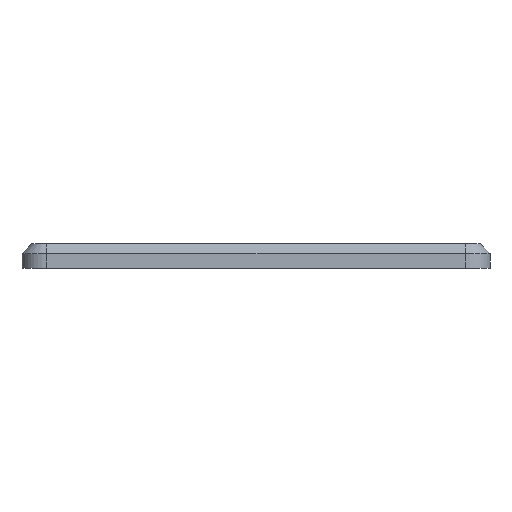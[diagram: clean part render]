
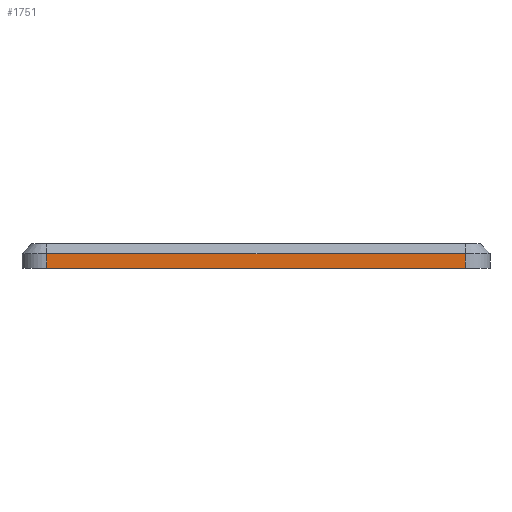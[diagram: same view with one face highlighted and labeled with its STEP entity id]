
A CAD part, left-side view. The second image highlights one B-rep face of the part: STEP entity #1751.
In plain terms, the highlighted planar face has unit normal (-1, 0, 0).
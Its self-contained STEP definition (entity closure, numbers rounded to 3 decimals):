
#267=FACE_OUTER_BOUND('',#376,.T.);
#376=EDGE_LOOP('',(#1577,#1578,#1579,#1580));
#528=LINE('',#2935,#688);
#542=LINE('',#2982,#702);
#543=LINE('',#2986,#703);
#544=LINE('',#2987,#704);
#688=VECTOR('',#2414,10.);
#702=VECTOR('',#2470,10.);
#703=VECTOR('',#2475,10.);
#704=VECTOR('',#2476,10.);
#851=VERTEX_POINT('',#2929);
#852=VERTEX_POINT('',#2933);
#864=VERTEX_POINT('',#2981);
#865=VERTEX_POINT('',#2985);
#1085=EDGE_CURVE('',#851,#852,#528,.T.);
#1108=EDGE_CURVE('',#864,#852,#542,.T.);
#1110=EDGE_CURVE('',#865,#851,#543,.T.);
#1111=EDGE_CURVE('',#865,#864,#544,.T.);
#1577=ORIENTED_EDGE('',*,*,#1085,.F.);
#1578=ORIENTED_EDGE('',*,*,#1110,.F.);
#1579=ORIENTED_EDGE('',*,*,#1111,.T.);
#1580=ORIENTED_EDGE('',*,*,#1108,.T.);
#1656=PLANE('',#1949);
#1751=ADVANCED_FACE('',(#267),#1656,.T.);
#1949=AXIS2_PLACEMENT_3D('',#2984,#2473,#2474);
#2414=DIRECTION('',(0.,-1.,0.));
#2470=DIRECTION('',(0.,0.,1.));
#2473=DIRECTION('center_axis',(-1.,0.,0.));
#2474=DIRECTION('ref_axis',(0.,-1.,0.));
#2475=DIRECTION('',(0.,0.,1.));
#2476=DIRECTION('',(0.,-1.,0.));
#2929=CARTESIAN_POINT('',(-55.682,39.431,17.55));
#2933=CARTESIAN_POINT('',(-55.682,-45.15,17.55));
#2935=CARTESIAN_POINT('',(-55.682,18.286,17.55));
#2981=CARTESIAN_POINT('',(-55.682,-45.15,14.55));
#2982=CARTESIAN_POINT('',(-55.682,-45.15,14.55));
#2984=CARTESIAN_POINT('Origin',(-55.682,39.431,14.55));
#2985=CARTESIAN_POINT('',(-55.682,39.431,14.55));
#2986=CARTESIAN_POINT('',(-55.682,39.431,14.55));
#2987=CARTESIAN_POINT('',(-55.682,-50.15,14.55));
